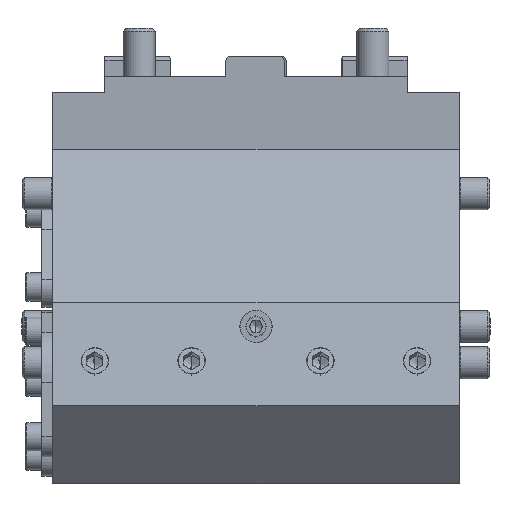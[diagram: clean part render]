
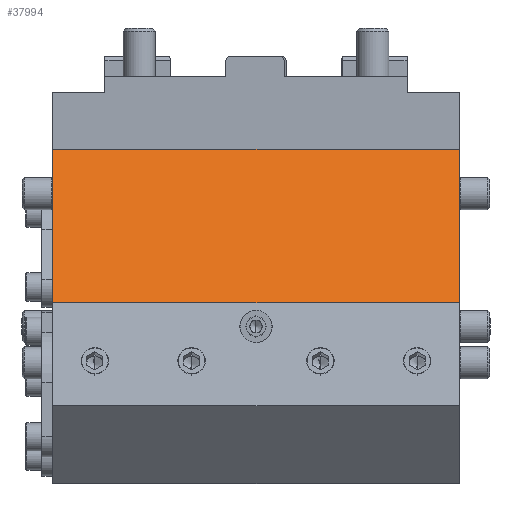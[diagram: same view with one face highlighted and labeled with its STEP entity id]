
A CAD part, front view. The second image highlights one B-rep face of the part: STEP entity #37994.
In plain terms, the highlighted planar face has unit normal (0, 0.707, -0.707).
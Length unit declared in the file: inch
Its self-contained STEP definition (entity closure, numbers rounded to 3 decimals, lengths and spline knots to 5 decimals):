
#2184 = DIRECTION ( 'NONE',  ( 0., 0.707, -0.707 ) ) ;
#3938 = LINE ( 'NONE', #38385, #19141 ) ;
#6954 = CARTESIAN_POINT ( 'NONE',  ( 1.98819, -3.28933, -2.20666 ) ) ;
#8797 = CARTESIAN_POINT ( 'NONE',  ( 1.98819, -1.79134, -0.70866 ) ) ;
#9424 = CARTESIAN_POINT ( 'NONE',  ( -1.98819, -3.28933, -2.20666 ) ) ;
#9543 = EDGE_CURVE ( 'NONE', #33452, #34289, #22788, .T. ) ;
#11029 = FACE_OUTER_BOUND ( 'NONE', #38727, .T. ) ;
#13041 = ORIENTED_EDGE ( 'NONE', *, *, #33275, .T. ) ;
#13860 = VECTOR ( 'NONE', #33379, 39.37008 ) ;
#15094 = VECTOR ( 'NONE', #37699, 39.37008 ) ;
#18013 = CARTESIAN_POINT ( 'NONE',  ( -1.98819, -1.79134, -0.70866 ) ) ;
#19135 = DIRECTION ( 'NONE',  ( 1., 0., 0. ) ) ;
#19141 = VECTOR ( 'NONE', #19135, 39.37008 ) ;
#20470 = EDGE_CURVE ( 'NONE', #34289, #34421, #30091, .T. ) ;
#20471 = DIRECTION ( 'NONE',  ( 0., 0.707, 0.707 ) ) ;
#20886 = CARTESIAN_POINT ( 'NONE',  ( -1.98819, -3.28933, -2.20666 ) ) ;
#22432 = EDGE_CURVE ( 'NONE', #34421, #37949, #3938, .T. ) ;
#22574 = CARTESIAN_POINT ( 'NONE',  ( 1.98819, -3.28933, -2.20666 ) ) ;
#22788 = LINE ( 'NONE', #22574, #38792 ) ;
#23549 = CARTESIAN_POINT ( 'NONE',  ( 1.98819, -3.28933, -2.20666 ) ) ;
#23598 = ORIENTED_EDGE ( 'NONE', *, *, #22432, .T. ) ;
#24615 = LINE ( 'NONE', #8797, #15094 ) ;
#24833 = AXIS2_PLACEMENT_3D ( 'NONE', #23549, #2184, #20471 ) ;
#30091 = LINE ( 'NONE', #20886, #13860 ) ;
#30282 = PLANE ( 'NONE',  #24833 ) ;
#33047 = ORIENTED_EDGE ( 'NONE', *, *, #9543, .T. ) ;
#33275 = EDGE_CURVE ( 'NONE', #37949, #33452, #24615, .T. ) ;
#33379 = DIRECTION ( 'NONE',  ( 0., 0.707, 0.707 ) ) ;
#33452 = VERTEX_POINT ( 'NONE', #6954 ) ;
#33949 = ORIENTED_EDGE ( 'NONE', *, *, #20470, .T. ) ;
#34289 = VERTEX_POINT ( 'NONE', #9424 ) ;
#34421 = VERTEX_POINT ( 'NONE', #18013 ) ;
#35296 = DIRECTION ( 'NONE',  ( -1., 0., 0. ) ) ;
#37699 = DIRECTION ( 'NONE',  ( 0., -0.707, -0.707 ) ) ;
#37949 = VERTEX_POINT ( 'NONE', #39524 ) ;
#37994 = ADVANCED_FACE ( 'NONE', ( #11029 ), #30282, .T. ) ;
#38385 = CARTESIAN_POINT ( 'NONE',  ( 1.98819, -1.79134, -0.70866 ) ) ;
#38727 = EDGE_LOOP ( 'NONE', ( #33949, #23598, #13041, #33047 ) ) ;
#38792 = VECTOR ( 'NONE', #35296, 39.37008 ) ;
#39524 = CARTESIAN_POINT ( 'NONE',  ( 1.98819, -1.79134, -0.70866 ) ) ;
